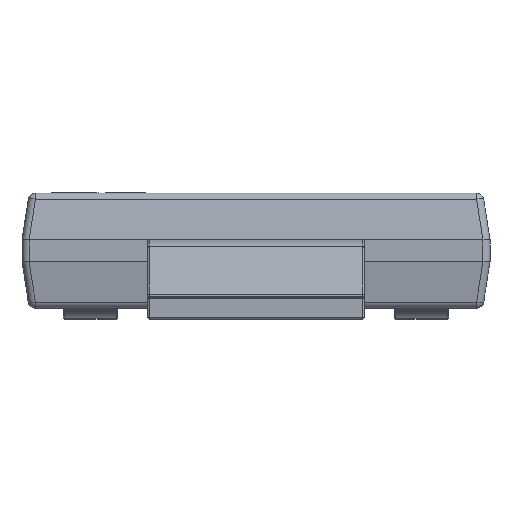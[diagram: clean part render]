
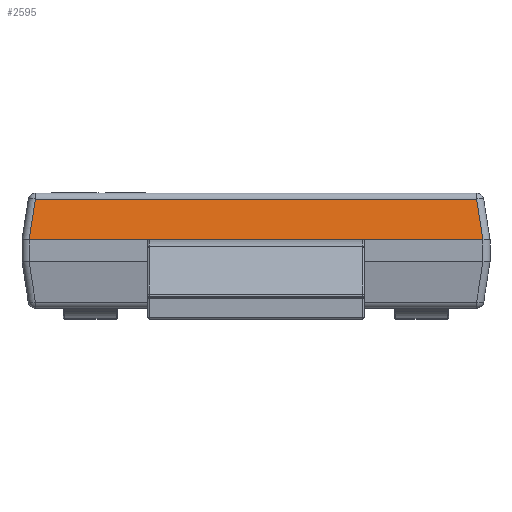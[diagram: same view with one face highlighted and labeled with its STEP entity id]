
A CAD part, left-side view. The second image highlights one B-rep face of the part: STEP entity #2595.
In plain terms, the highlighted planar face has unit normal (-0.988, 0, 0.152).
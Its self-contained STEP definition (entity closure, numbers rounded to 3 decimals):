
#2145 = EDGE_CURVE('',#2146,#2148,#2150,.T.);
#2146 = VERTEX_POINT('',#2147);
#2147 = CARTESIAN_POINT('',(-1.75,-3.15,
    1.099));
#2148 = VERTEX_POINT('',#2149);
#2149 = CARTESIAN_POINT('',(-1.75,3.15,
    1.099));
#2150 = LINE('',#2151,#2152);
#2151 = CARTESIAN_POINT('',(-1.75,3.25,
    1.099));
#2152 = VECTOR('',#2153,1.);
#2153 = DIRECTION('',(0.,1.,0.));
#2595 = ADVANCED_FACE('',(#2596),#2639,.T.);
#2596 = FACE_BOUND('',#2597,.T.);
#2597 = EDGE_LOOP('',(#2598,#2608,#2615,#2616,#2625,#2633));
#2598 = ORIENTED_EDGE('',*,*,#2599,.T.);
#2599 = EDGE_CURVE('',#2600,#2602,#2604,.T.);
#2600 = VERTEX_POINT('',#2601);
#2601 = CARTESIAN_POINT('',(-1.663,3.064,
    1.665));
#2602 = VERTEX_POINT('',#2603);
#2603 = CARTESIAN_POINT('',(-1.75,3.151,
    1.099));
#2604 = LINE('',#2605,#2606);
#2605 = CARTESIAN_POINT('',(-1.581,2.982,2.198
    ));
#2606 = VECTOR('',#2607,1.);
#2607 = DIRECTION('',(-0.15,0.15,-0.977));
#2608 = ORIENTED_EDGE('',*,*,#2609,.T.);
#2609 = EDGE_CURVE('',#2602,#2148,#2610,.T.);
#2610 = ( BOUNDED_CURVE() B_SPLINE_CURVE(3,(#2611,#2612,#2613,#2614),
.UNSPECIFIED.,.F.,.F.) B_SPLINE_CURVE_WITH_KNOTS((4,4),(6.272,
6.283),.PIECEWISE_BEZIER_KNOTS.) CURVE() 
GEOMETRIC_REPRESENTATION_ITEM() RATIONAL_B_SPLINE_CURVE((1.,
1.,1.,1.)) REPRESENTATION_ITEM('') );
#2611 = CARTESIAN_POINT('',(-1.75,3.151,
    1.099));
#2612 = CARTESIAN_POINT('',(-1.75,3.151,1.099
    ));
#2613 = CARTESIAN_POINT('',(-1.75,3.15,
    1.099));
#2614 = CARTESIAN_POINT('',(-1.75,3.15,
    1.099));
#2615 = ORIENTED_EDGE('',*,*,#2145,.F.);
#2616 = ORIENTED_EDGE('',*,*,#2617,.T.);
#2617 = EDGE_CURVE('',#2146,#2618,#2620,.T.);
#2618 = VERTEX_POINT('',#2619);
#2619 = CARTESIAN_POINT('',(-1.75,-3.151,
    1.099));
#2620 = ( BOUNDED_CURVE() B_SPLINE_CURVE(3,(#2621,#2622,#2623,#2624),
.UNSPECIFIED.,.F.,.F.) B_SPLINE_CURVE_WITH_KNOTS((4,4),(0.,
0.012),.PIECEWISE_BEZIER_KNOTS.) CURVE() 
GEOMETRIC_REPRESENTATION_ITEM() RATIONAL_B_SPLINE_CURVE((1.,
1.,1.,1.)) REPRESENTATION_ITEM('') );
#2621 = CARTESIAN_POINT('',(-1.75,-3.15,
    1.099));
#2622 = CARTESIAN_POINT('',(-1.75,-3.15,
    1.099));
#2623 = CARTESIAN_POINT('',(-1.75,-3.151,
    1.099));
#2624 = CARTESIAN_POINT('',(-1.75,-3.151,
    1.099));
#2625 = ORIENTED_EDGE('',*,*,#2626,.T.);
#2626 = EDGE_CURVE('',#2618,#2627,#2629,.T.);
#2627 = VERTEX_POINT('',#2628);
#2628 = CARTESIAN_POINT('',(-1.663,-3.064,
    1.665));
#2629 = LINE('',#2630,#2631);
#2630 = CARTESIAN_POINT('',(-1.581,-2.982,
    2.198));
#2631 = VECTOR('',#2632,1.);
#2632 = DIRECTION('',(0.15,0.15,0.977));
#2633 = ORIENTED_EDGE('',*,*,#2634,.T.);
#2634 = EDGE_CURVE('',#2627,#2600,#2635,.T.);
#2635 = LINE('',#2636,#2637);
#2636 = CARTESIAN_POINT('',(-1.663,0.,
    1.665));
#2637 = VECTOR('',#2638,1.);
#2638 = DIRECTION('',(0.,1.,0.));
#2639 = PLANE('',#2640);
#2640 = AXIS2_PLACEMENT_3D('',#2641,#2642,#2643);
#2641 = CARTESIAN_POINT('',(-1.65,0.,
    1.749));
#2642 = DIRECTION('',(-0.988,0.,0.152
    ));
#2643 = DIRECTION('',(0.,1.,0.));
